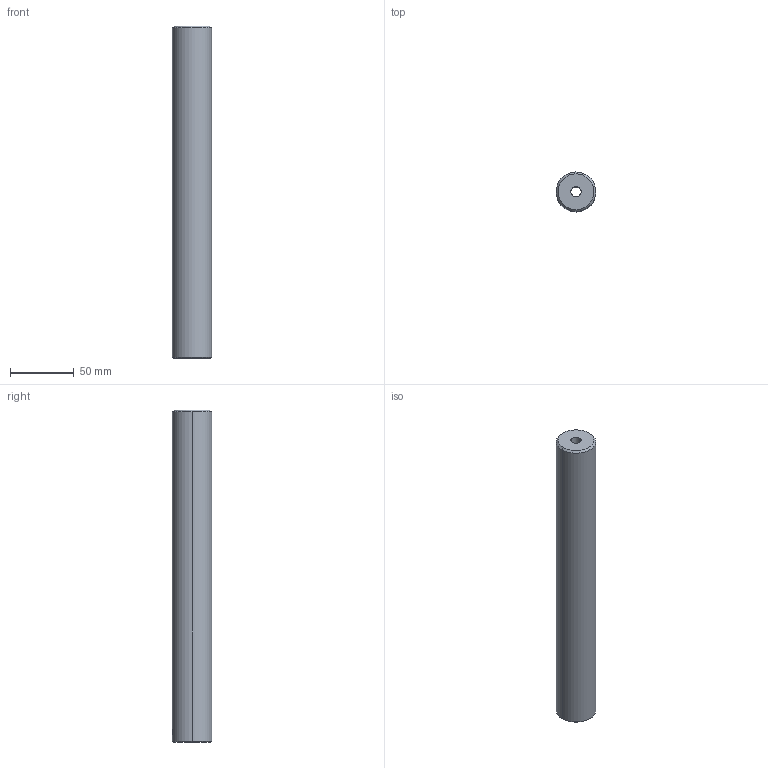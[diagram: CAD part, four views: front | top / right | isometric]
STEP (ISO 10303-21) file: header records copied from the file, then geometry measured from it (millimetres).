
FILE_DESCRIPTION(('no description'),'unknown implementation level');
FILE_NAME('488247DC-5FE9-4072-82A2-79A828678C2B_export.stp',' ',('CIMSOURCE GmbH'),('CADClick - KiM GmbH - www.kimweb.de'),'unknown preprocess','ACIS','unknown authorization');
FILE_SCHEMA(('automotive_design'));
Length unit declared in the file: millimetre
Products named in the file (2): 335.331 Kaiser D31 X CK3 X 240HM|335.331 Kaiser D31 X CK3 X 240HM_Standard;NONE; 335.331 Kaiser D31 X CK3 X 240HM|690.433 Kaiser ETL M6 X 8,5 CK3_Standard;NONE
Bounding box: 31 x 31.05 x 260 mm (x, y, z)
Volume: 177852.9 mm3; surface area: 34150.8 mm2
Topology: 2 solids, 2 shells, 72 faces, 166 edges, 97 vertices
Faces by surface type: cone 28, plane 26, cylinder 18
Entity records: 4087 total; most frequent: CARTESIAN_POINT 516, DIRECTION 364, STYLED_ITEM 335, PRESENTATION_STYLE_ASSIGNMENT 335, COLOUR_RGB 335, ORIENTED_EDGE 328, EDGE_CURVE 164, CURVE_STYLE 164
